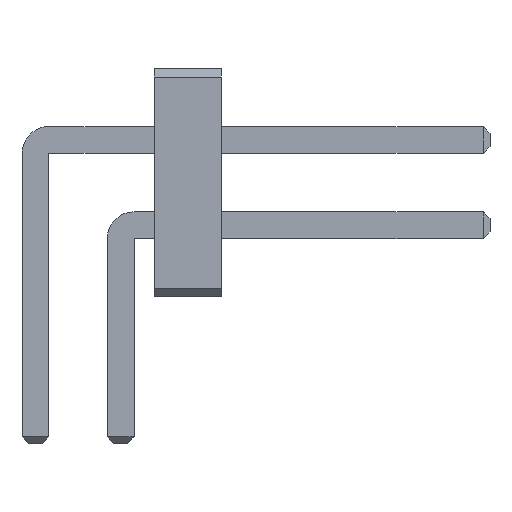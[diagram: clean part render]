
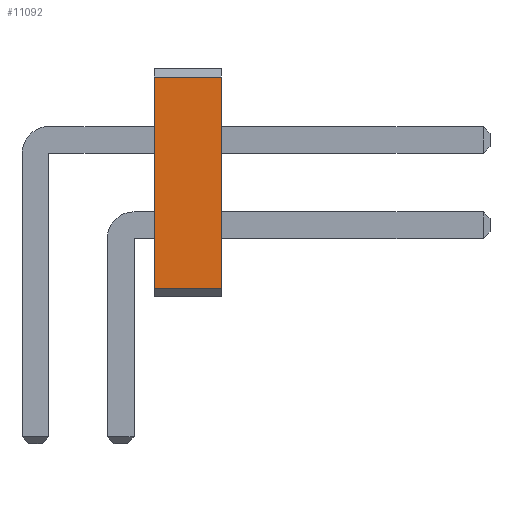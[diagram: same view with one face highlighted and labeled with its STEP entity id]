
A CAD part, front view. The second image highlights one B-rep face of the part: STEP entity #11092.
In plain terms, the highlighted planar face has unit normal (0, -1, 0).
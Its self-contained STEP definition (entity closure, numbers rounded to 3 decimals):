
#910 = VERTEX_POINT('',#911);
#911 = CARTESIAN_POINT('',(1.77,-41.275,3.273));
#917 = EDGE_CURVE('',#918,#910,#920,.T.);
#918 = VERTEX_POINT('',#919);
#919 = CARTESIAN_POINT('',(1.77,-41.275,0.127));
#920 = LINE('',#921,#922);
#921 = CARTESIAN_POINT('',(1.77,-41.275,0.127));
#922 = VECTOR('',#923,1.);
#923 = DIRECTION('',(0.,0.,1.));
#4739 = VERTEX_POINT('',#4740);
#4740 = CARTESIAN_POINT('',(2.77,-41.275,3.273));
#4746 = EDGE_CURVE('',#4747,#4739,#4749,.T.);
#4747 = VERTEX_POINT('',#4748);
#4748 = CARTESIAN_POINT('',(2.77,-41.275,0.127));
#4749 = LINE('',#4750,#4751);
#4750 = CARTESIAN_POINT('',(2.77,-41.275,0.127));
#4751 = VECTOR('',#4752,1.);
#4752 = DIRECTION('',(0.,0.,1.));
#11064 = EDGE_CURVE('',#918,#4747,#11065,.T.);
#11065 = LINE('',#11066,#11067);
#11066 = CARTESIAN_POINT('',(1.77,-41.275,0.127));
#11067 = VECTOR('',#11068,1.);
#11068 = DIRECTION('',(1.,0.,0.));
#11092 = ADVANCED_FACE('',(#11093),#11104,.T.);
#11093 = FACE_BOUND('',#11094,.T.);
#11094 = EDGE_LOOP('',(#11095,#11096,#11097,#11103));
#11095 = ORIENTED_EDGE('',*,*,#11064,.T.);
#11096 = ORIENTED_EDGE('',*,*,#4746,.T.);
#11097 = ORIENTED_EDGE('',*,*,#11098,.F.);
#11098 = EDGE_CURVE('',#910,#4739,#11099,.T.);
#11099 = LINE('',#11100,#11101);
#11100 = CARTESIAN_POINT('',(1.77,-41.275,3.273));
#11101 = VECTOR('',#11102,1.);
#11102 = DIRECTION('',(1.,0.,0.));
#11103 = ORIENTED_EDGE('',*,*,#917,.F.);
#11104 = PLANE('',#11105);
#11105 = AXIS2_PLACEMENT_3D('',#11106,#11107,#11108);
#11106 = CARTESIAN_POINT('',(1.77,-41.275,0.127));
#11107 = DIRECTION('',(0.,-1.,0.));
#11108 = DIRECTION('',(0.,0.,1.));
